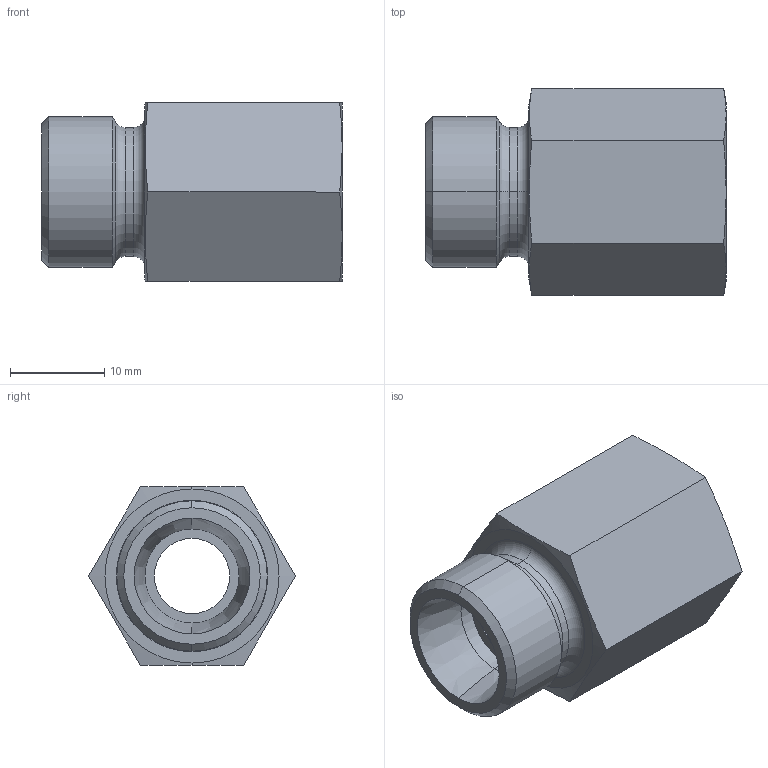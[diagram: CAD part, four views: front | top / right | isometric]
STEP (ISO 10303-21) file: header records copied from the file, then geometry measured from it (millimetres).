
FILE_DESCRIPTION(('STEP AP242'),'1');
FILE_NAME('106433.stp','2024-09-17T09:29:16',('TraceParts'),('TraceParts S.A.'),'Spatial InterOp 3D',' ',' ');
FILE_SCHEMA(('AP242_MANAGED_MODEL_BASED_3D_ENGINEERING_MIM_LF {1 0 10303 442 1 1 4}'));
Length unit declared in the file: millimetre
Products named in the file (1): 106433
Bounding box: 32 x 21.94 x 19 mm (x, y, z)
Volume: 5573.1 mm3; surface area: 3526.3 mm2
Topology: 1 solids, 1 shells, 45 faces, 98 edges, 58 vertices
Faces by surface type: cone 14, cylinder 12, plane 11, torus 8
Entity records: 1277 total; most frequent: CARTESIAN_POINT 266, DIRECTION 224, ORIENTED_EDGE 196, EDGE_CURVE 98, AXIS2_PLACEMENT_3D 96, VERTEX_POINT 58, EDGE_LOOP 50, CIRCLE 50
